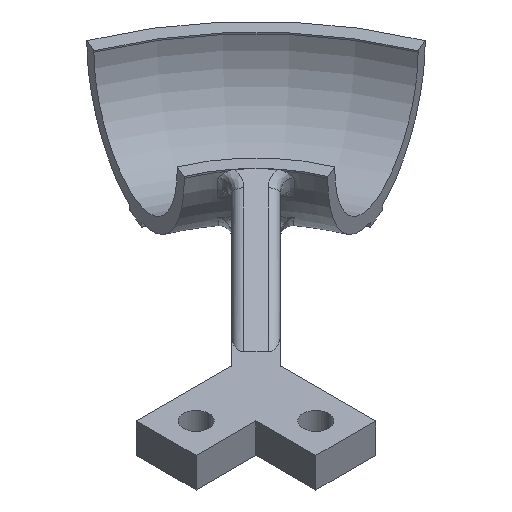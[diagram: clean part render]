
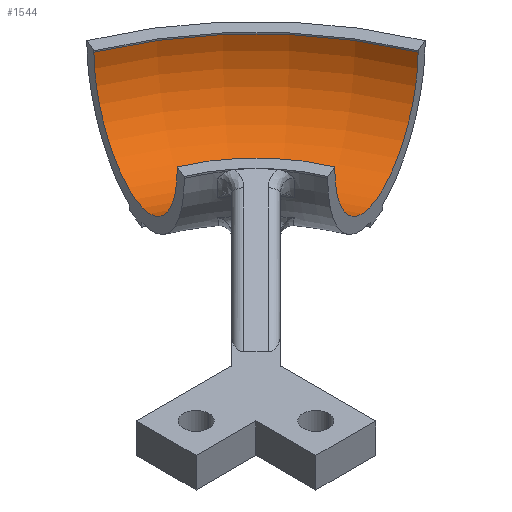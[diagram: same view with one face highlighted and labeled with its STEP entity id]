
A CAD part, isometric view. The second image highlights one B-rep face of the part: STEP entity #1544.
In plain terms, the highlighted toroidal (fillet/blend) face has major radius 26.034 mm and minor radius 9.009 mm.
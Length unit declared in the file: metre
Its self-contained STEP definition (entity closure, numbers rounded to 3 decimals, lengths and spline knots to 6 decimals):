
#10 = TOROIDAL_SURFACE ( 'NONE', #836, 0.026034, 0.009009 ) ;
#88 = AXIS2_PLACEMENT_3D ( 'NONE', #1360, #2099, #1423 ) ;
#117 = CARTESIAN_POINT ( 'NONE',  ( 0.013963, 0.022552, 0.00495 ) ) ;
#286 = CIRCLE ( 'NONE', #88, 0.017025 ) ;
#340 = CARTESIAN_POINT ( 'NONE',  ( 0.028052, 0.008463, 0.00495 ) ) ;
#350 = DIRECTION ( 'NONE',  ( 0.383, -0.924, 0. ) ) ;
#411 = CIRCLE ( 'NONE', #691, 0.009009 ) ;
#440 = AXIS2_PLACEMENT_3D ( 'NONE', #2422, #2067, #1694 ) ;
#507 = CARTESIAN_POINT ( 'NONE',  ( 0.019729, 0.005015, 0.00495 ) ) ;
#627 = ORIENTED_EDGE ( 'NONE', *, *, #1763, .F. ) ;
#691 = AXIS2_PLACEMENT_3D ( 'NONE', #340, #350, #761 ) ;
#761 = DIRECTION ( 'NONE',  ( 0.924, 0.383, 0. ) ) ;
#826 = EDGE_LOOP ( 'NONE', ( #1087, #2063, #627, #1878 ) ) ;
#836 = AXIS2_PLACEMENT_3D ( 'NONE', #2023, #2060, #1671 ) ;
#856 = CARTESIAN_POINT ( 'NONE',  ( 0.010515, 0.014229, 0.00495 ) ) ;
#906 = VERTEX_POINT ( 'NONE', #856 ) ;
#957 = VERTEX_POINT ( 'NONE', #507 ) ;
#969 = VERTEX_POINT ( 'NONE', #1995 ) ;
#1087 = ORIENTED_EDGE ( 'NONE', *, *, #2341, .T. ) ;
#1091 = EDGE_CURVE ( 'NONE', #969, #1519, #1489, .T. ) ;
#1178 = DIRECTION ( 'NONE',  ( 0.924, -0.383, 0. ) ) ;
#1245 = DIRECTION ( 'NONE',  ( 0.383, 0.924, 0. ) ) ;
#1360 = CARTESIAN_POINT ( 'NONE',  ( 0.004, -0.0015, 0.00495 ) ) ;
#1423 = DIRECTION ( 'NONE',  ( 1., 0., 0. ) ) ;
#1486 = AXIS2_PLACEMENT_3D ( 'NONE', #117, #1178, #1245 ) ;
#1489 = CIRCLE ( 'NONE', #440, 0.035043 ) ;
#1519 = VERTEX_POINT ( 'NONE', #2374 ) ;
#1544 = ADVANCED_FACE ( 'NONE', ( #1631 ), #10, .F. ) ;
#1631 = FACE_OUTER_BOUND ( 'NONE', #826, .T. ) ;
#1671 = DIRECTION ( 'NONE',  ( 1., 0., 0. ) ) ;
#1694 = DIRECTION ( 'NONE',  ( 1., 0., 0. ) ) ;
#1763 = EDGE_CURVE ( 'NONE', #906, #1519, #2072, .T. ) ;
#1836 = EDGE_CURVE ( 'NONE', #957, #906, #286, .T. ) ;
#1878 = ORIENTED_EDGE ( 'NONE', *, *, #1836, .F. ) ;
#1995 = CARTESIAN_POINT ( 'NONE',  ( 0.036376, 0.01191, 0.00495 ) ) ;
#2023 = CARTESIAN_POINT ( 'NONE',  ( 0.004, -0.0015, 0.00495 ) ) ;
#2060 = DIRECTION ( 'NONE',  ( 0., 0., 1. ) ) ;
#2063 = ORIENTED_EDGE ( 'NONE', *, *, #1091, .T. ) ;
#2067 = DIRECTION ( 'NONE',  ( 0., 0., 1. ) ) ;
#2072 = CIRCLE ( 'NONE', #1486, 0.009009 ) ;
#2099 = DIRECTION ( 'NONE',  ( 0., 0., 1. ) ) ;
#2341 = EDGE_CURVE ( 'NONE', #957, #969, #411, .T. ) ;
#2374 = CARTESIAN_POINT ( 'NONE',  ( 0.01741, 0.030876, 0.00495 ) ) ;
#2422 = CARTESIAN_POINT ( 'NONE',  ( 0.004, -0.0015, 0.00495 ) ) ;
